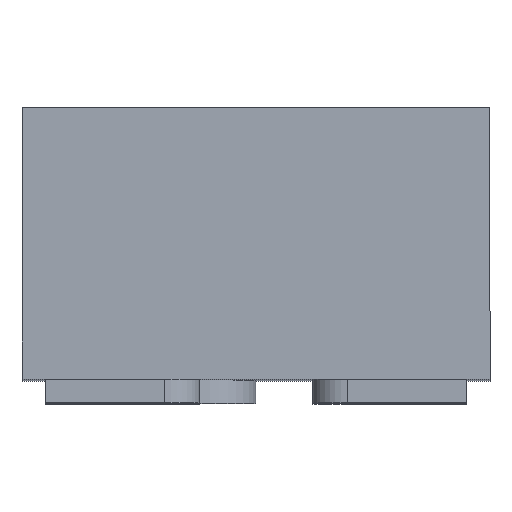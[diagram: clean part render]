
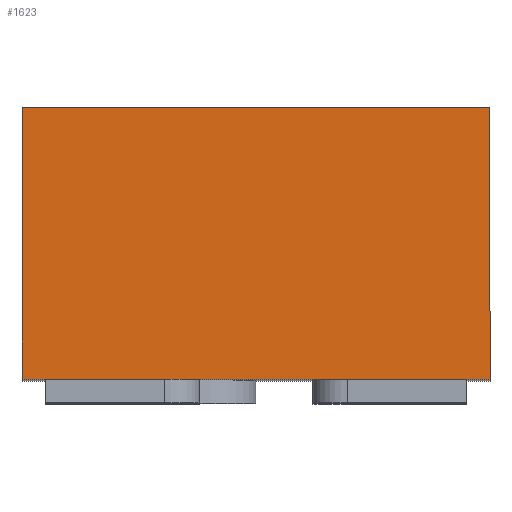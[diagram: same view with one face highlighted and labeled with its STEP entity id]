
A CAD part, top view. The second image highlights one B-rep face of the part: STEP entity #1623.
In plain terms, the highlighted planar face has unit normal (0, 0, 1).
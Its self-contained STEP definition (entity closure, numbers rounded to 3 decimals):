
#60 = LINE ( 'NONE', #399, #2112 ) ;
#112 = VECTOR ( 'NONE', #1777, 1000. ) ;
#208 = DIRECTION ( 'NONE',  ( 1., 0., 0. ) ) ;
#238 = EDGE_CURVE ( 'NONE', #1764, #356, #1203, .T. ) ;
#356 = VERTEX_POINT ( 'NONE', #2283 ) ;
#386 = VECTOR ( 'NONE', #722, 1000. ) ;
#399 = CARTESIAN_POINT ( 'NONE',  ( -0.5, 0.05, 1.25 ) ) ;
#414 = EDGE_CURVE ( 'NONE', #1136, #2499, #707, .T. ) ;
#515 = EDGE_CURVE ( 'NONE', #1764, #1136, #60, .T. ) ;
#584 = FACE_OUTER_BOUND ( 'NONE', #1256, .T. ) ;
#603 = CARTESIAN_POINT ( 'NONE',  ( -0.5, 0.05, 1.25 ) ) ;
#681 = CARTESIAN_POINT ( 'NONE',  ( 0.5, 0.05, 1.25 ) ) ;
#690 = DIRECTION ( 'NONE',  ( 0., 1., 0. ) ) ;
#707 = LINE ( 'NONE', #1719, #386 ) ;
#722 = DIRECTION ( 'NONE',  ( 0., 1., 0. ) ) ;
#816 = ORIENTED_EDGE ( 'NONE', *, *, #238, .T. ) ;
#1136 = VERTEX_POINT ( 'NONE', #603 ) ;
#1161 = ORIENTED_EDGE ( 'NONE', *, *, #1925, .F. ) ;
#1203 = LINE ( 'NONE', #1493, #1454 ) ;
#1233 = DIRECTION ( 'NONE',  ( 0., 0., 1. ) ) ;
#1256 = EDGE_LOOP ( 'NONE', ( #1471, #816, #1161, #2370 ) ) ;
#1454 = VECTOR ( 'NONE', #690, 1000. ) ;
#1471 = ORIENTED_EDGE ( 'NONE', *, *, #515, .F. ) ;
#1493 = CARTESIAN_POINT ( 'NONE',  ( 0.5, -2.693, 1.25 ) ) ;
#1496 = AXIS2_PLACEMENT_3D ( 'NONE', #2412, #1233, #208 ) ;
#1623 = ADVANCED_FACE ( 'NONE', ( #584 ), #2012, .T. ) ;
#1719 = CARTESIAN_POINT ( 'NONE',  ( -0.5, -2.693, 1.25 ) ) ;
#1764 = VERTEX_POINT ( 'NONE', #681 ) ;
#1777 = DIRECTION ( 'NONE',  ( 1., 0., 0. ) ) ;
#1925 = EDGE_CURVE ( 'NONE', #2499, #356, #2574, .T. ) ;
#1983 = DIRECTION ( 'NONE',  ( -1., 0., 0. ) ) ;
#2012 = PLANE ( 'NONE',  #1496 ) ;
#2112 = VECTOR ( 'NONE', #1983, 1000. ) ;
#2144 = CARTESIAN_POINT ( 'NONE',  ( -0.5, 0.63, 1.25 ) ) ;
#2164 = CARTESIAN_POINT ( 'NONE',  ( -0.5, 0.63, 1.25 ) ) ;
#2283 = CARTESIAN_POINT ( 'NONE',  ( 0.5, 0.63, 1.25 ) ) ;
#2370 = ORIENTED_EDGE ( 'NONE', *, *, #414, .F. ) ;
#2412 = CARTESIAN_POINT ( 'NONE',  ( -0.5, -2.693, 1.25 ) ) ;
#2499 = VERTEX_POINT ( 'NONE', #2144 ) ;
#2574 = LINE ( 'NONE', #2164, #112 ) ;
